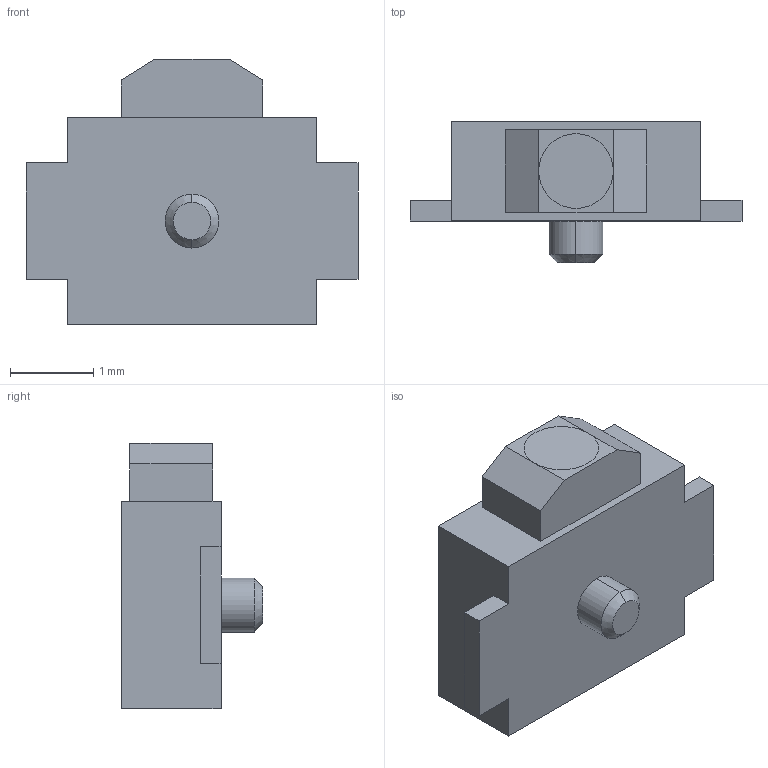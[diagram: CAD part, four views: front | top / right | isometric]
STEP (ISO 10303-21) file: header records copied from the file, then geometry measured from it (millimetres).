
FILE_DESCRIPTION (( 'STEP AP203' ), '1' );
FILE_NAME ('Reset Switch-b3u_B3U-3000P(M)-B.step', '2018-08-14T05:19:09', ( '' ), ( '' ), 'SwSTEP 2.0', 'SolidWorks 2018', '' );
FILE_SCHEMA (( 'CONFIG_CONTROL_DESIGN' ));
Length unit declared in the file: millimetre
Products named in the file (1): Reset Switch-b3u_B3U-3000P(M)-B
Bounding box: 4 x 1.7 x 3.2 mm (x, y, z)
Volume: 10.6 mm3; surface area: 35.6 mm2
Topology: 1 solids, 1 shells, 28 faces, 68 edges, 44 vertices
Faces by surface type: plane 24, cone 2, cylinder 2
Entity records: 885 total; most frequent: CARTESIAN_POINT 141, ORIENTED_EDGE 136, DIRECTION 134, EDGE_CURVE 68, LINE 60, VECTOR 60, VERTEX_POINT 44, AXIS2_PLACEMENT_3D 37
